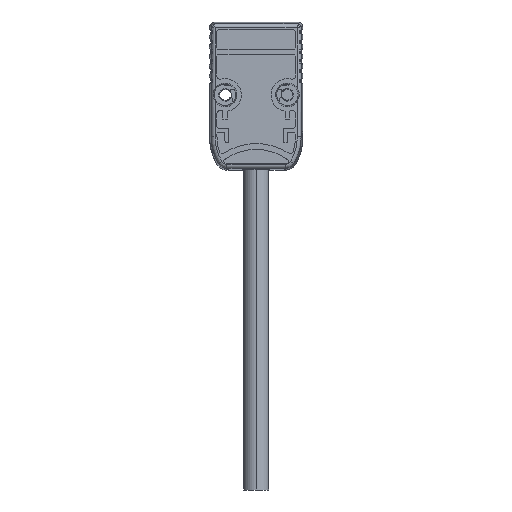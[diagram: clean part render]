
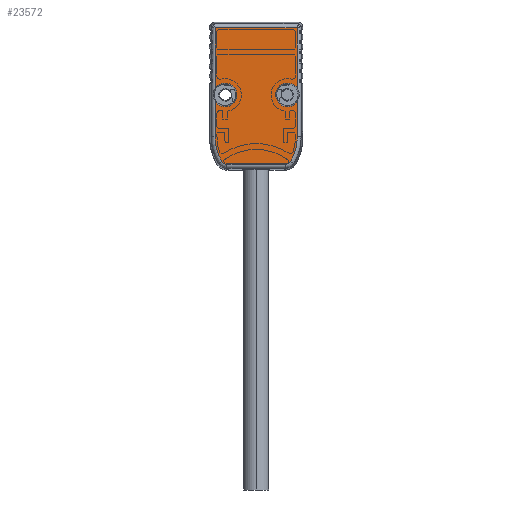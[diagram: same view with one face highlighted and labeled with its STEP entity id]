
A CAD part, left-side view. The second image highlights one B-rep face of the part: STEP entity #23572.
In plain terms, the highlighted planar face has unit normal (-1, 0, 0).
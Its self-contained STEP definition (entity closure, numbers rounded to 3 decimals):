
#3503=DIRECTION('',(0.,-1.,0.));
#3504=VECTOR('',#3503,15.);
#3505=CARTESIAN_POINT('',(-445.5,7.5,-21.541));
#3506=LINE('',#3505,#3504);
#5792=CARTESIAN_POINT('',(-445.5,-10.541,-5.364));
#5803=CARTESIAN_POINT('',(-445.5,-10.541,
-2.036));
#5831=CARTESIAN_POINT('',(-445.5,10.541,
-2.036));
#5832=CARTESIAN_POINT('',(-445.5,10.538,
-0.26));
#5833=CARTESIAN_POINT('',(-445.5,10.531,3.258));
#5834=CARTESIAN_POINT('',(-445.5,10.525,8.445));
#5835=CARTESIAN_POINT('',(-445.5,10.508,11.825));
#5836=CARTESIAN_POINT('',(-445.5,10.502,13.501));
#5841=DIRECTION('',(0.,-1.,0.));
#5842=VECTOR('',#5841,21.003);
#5843=CARTESIAN_POINT('',(-445.5,10.502,13.501));
#5844=LINE('',#5843,#5842);
#5848=CARTESIAN_POINT('',(-445.5,-10.502,
13.501));
#5849=CARTESIAN_POINT('',(-445.5,-10.508,
11.825));
#5850=CARTESIAN_POINT('',(-445.5,-10.525,
8.445));
#5851=CARTESIAN_POINT('',(-445.5,-10.531,
3.258));
#5852=CARTESIAN_POINT('',(-445.5,-10.538,
-0.26));
#5853=CARTESIAN_POINT('',(-445.5,-10.541,
-2.036));
#5858=CARTESIAN_POINT('',(-445.5,-8.,-3.7));
#5859=DIRECTION('',(-1.,0.,0.));
#5860=DIRECTION('',(0.,-0.837,0.548));
#5861=AXIS2_PLACEMENT_3D('',#5858,#5859,#5860);
#5866=CARTESIAN_POINT('',(-445.5,-8.,-3.7));
#5867=DIRECTION('',(-1.,0.,0.));
#5868=DIRECTION('',(0.,0.,1.));
#5869=AXIS2_PLACEMENT_3D('',#5866,#5867,#5868);
#5874=CARTESIAN_POINT('',(-445.5,-8.,-3.7));
#5875=DIRECTION('',(-1.,0.,0.));
#5876=DIRECTION('',(0.,0.,-1.));
#5877=AXIS2_PLACEMENT_3D('',#5874,#5875,#5876);
#5882=DIRECTION('',(0.,0.,-1.));
#5883=VECTOR('',#5882,9.09);
#5884=CARTESIAN_POINT('',(-445.5,-10.541,-5.364));
#5885=LINE('',#5884,#5883);
#5889=CARTESIAN_POINT('',(-445.5,2.,-14.455));
#5890=DIRECTION('',(1.,0.,0.));
#5891=DIRECTION('',(0.,-1.,0.));
#5892=AXIS2_PLACEMENT_3D('',#5889,#5890,#5891);
#5897=CARTESIAN_POINT('',(-445.5,-7.5,-20.));
#5898=DIRECTION('',(1.,0.,0.));
#5899=DIRECTION('',(0.,-0.864,-0.504));
#5900=AXIS2_PLACEMENT_3D('',#5897,#5898,#5899);
#5905=CARTESIAN_POINT('',(-445.5,7.5,-20.));
#5906=DIRECTION('',(1.,0.,0.));
#5907=DIRECTION('',(0.,0.,-1.));
#5908=AXIS2_PLACEMENT_3D('',#5905,#5906,#5907);
#5913=CARTESIAN_POINT('',(-445.5,-2.,-14.455));
#5914=DIRECTION('',(1.,0.,0.));
#5915=DIRECTION('',(0.,0.864,-0.504));
#5916=AXIS2_PLACEMENT_3D('',#5913,#5914,#5915);
#5921=DIRECTION('',(0.,0.,1.));
#5922=VECTOR('',#5921,9.09);
#5923=CARTESIAN_POINT('',(-445.5,10.541,-14.455));
#5924=LINE('',#5923,#5922);
#5928=CARTESIAN_POINT('',(-445.5,8.,-3.7));
#5929=DIRECTION('',(-1.,0.,0.));
#5930=DIRECTION('',(0.,0.837,-0.548));
#5931=AXIS2_PLACEMENT_3D('',#5928,#5929,#5930);
#5936=CARTESIAN_POINT('',(-445.5,8.,-3.7));
#5937=DIRECTION('',(-1.,0.,0.));
#5938=DIRECTION('',(0.,0.,-1.));
#5939=AXIS2_PLACEMENT_3D('',#5936,#5937,#5938);
#5944=CARTESIAN_POINT('',(-445.5,8.,-3.7));
#5945=DIRECTION('',(-1.,0.,0.));
#5946=DIRECTION('',(0.,0.,1.));
#5947=AXIS2_PLACEMENT_3D('',#5944,#5945,#5946);
#19556=CARTESIAN_POINT('',(-445.5,-7.5,-21.541));
#19557=VERTEX_POINT('',#19556);
#19558=CARTESIAN_POINT('',(-445.5,-8.831,-20.777));
#19559=VERTEX_POINT('',#19558);
#19562=CARTESIAN_POINT('',(-445.5,7.5,-21.541));
#19563=VERTEX_POINT('',#19562);
#19568=CARTESIAN_POINT('',(-445.5,8.831,-20.777));
#19569=VERTEX_POINT('',#19568);
#19572=CARTESIAN_POINT('',(-445.5,10.541,
-14.455));
#19573=VERTEX_POINT('',#19572);
#20060=VERTEX_POINT('',#5792);
#20061=VERTEX_POINT('',#5803);
#20062=CARTESIAN_POINT('',(-445.5,-8.,-6.738));
#20063=VERTEX_POINT('',#20062);
#20064=CARTESIAN_POINT('',(-445.5,-8.,-0.662));
#20065=VERTEX_POINT('',#20064);
#20066=VERTEX_POINT('',#5848);
#20070=CARTESIAN_POINT('',(-445.5,-10.541,
-14.455));
#20071=VERTEX_POINT('',#20070);
#20072=VERTEX_POINT('',#5831);
#20073=VERTEX_POINT('',#5836);
#20074=CARTESIAN_POINT('',(-445.5,10.541,-5.364));
#20075=VERTEX_POINT('',#20074);
#20076=CARTESIAN_POINT('',(-445.5,8.,-6.738));
#20077=VERTEX_POINT('',#20076);
#20078=CARTESIAN_POINT('',(-445.5,8.,-0.662));
#20079=VERTEX_POINT('',#20078);
#23541=CARTESIAN_POINT('',(-445.5,0.,0.));
#23542=DIRECTION('',(-1.,0.,0.));
#23543=DIRECTION('',(0.,0.,-1.));
#23544=AXIS2_PLACEMENT_3D('',#23541,#23542,#23543);
#23545=PLANE('',#23544);
#23547=ORIENTED_EDGE('',*,*,#23546,.T.);
#23549=ORIENTED_EDGE('',*,*,#23548,.T.);
#23550=ORIENTED_EDGE('',*,*,#23528,.T.);
#23551=ORIENTED_EDGE('',*,*,#23517,.T.);
#23553=ORIENTED_EDGE('',*,*,#23552,.T.);
#23554=ORIENTED_EDGE('',*,*,#23510,.T.);
#23555=ORIENTED_EDGE('',*,*,#23536,.T.);
#23557=ORIENTED_EDGE('',*,*,#23556,.T.);
#23558=ORIENTED_EDGE('',*,*,#22061,.T.);
#23559=ORIENTED_EDGE('',*,*,#22077,.F.);
#23560=ORIENTED_EDGE('',*,*,#22122,.T.);
#23561=ORIENTED_EDGE('',*,*,#22137,.T.);
#23563=ORIENTED_EDGE('',*,*,#23562,.T.);
#23565=ORIENTED_EDGE('',*,*,#23564,.T.);
#23567=ORIENTED_EDGE('',*,*,#23566,.T.);
#23569=ORIENTED_EDGE('',*,*,#23568,.T.);
#23570=EDGE_LOOP('',(#23547,#23549,#23550,#23551,#23553,#23554,#23555,#23557,
#23558,#23559,#23560,#23561,#23563,#23565,#23567,#23569));
#23571=FACE_OUTER_BOUND('',#23570,.F.);
#5837=B_SPLINE_CURVE_WITH_KNOTS('',3,(#5831,#5832,#5833,#5834,#5835,#5836),
.UNSPECIFIED.,.F.,.F.,(4,1,1,4),(0.,0.333,0.667,1.),
.UNSPECIFIED.);
#5854=B_SPLINE_CURVE_WITH_KNOTS('',3,(#5848,#5849,#5850,#5851,#5852,#5853),
.UNSPECIFIED.,.F.,.F.,(4,1,1,4),(0.,0.333,0.667,1.),
.UNSPECIFIED.);
#5862=CIRCLE('',#5861,3.038);
#5870=CIRCLE('',#5869,3.038);
#5878=CIRCLE('',#5877,3.038);
#5893=CIRCLE('',#5892,12.541);
#5901=CIRCLE('',#5900,1.541);
#5909=CIRCLE('',#5908,1.541);
#5917=CIRCLE('',#5916,12.541);
#5932=CIRCLE('',#5931,3.038);
#5940=CIRCLE('',#5939,3.038);
#5948=CIRCLE('',#5947,3.038);
#22061=EDGE_CURVE('',#19559,#19557,#5901,.T.);
#22077=EDGE_CURVE('',#19563,#19557,#3506,.T.);
#22122=EDGE_CURVE('',#19563,#19569,#5909,.T.);
#22137=EDGE_CURVE('',#19569,#19573,#5917,.T.);
#23510=EDGE_CURVE('',#20063,#20060,#5878,.T.);
#23517=EDGE_CURVE('',#20061,#20065,#5862,.T.);
#23528=EDGE_CURVE('',#20066,#20061,#5854,.T.);
#23536=EDGE_CURVE('',#20060,#20071,#5885,.T.);
#23546=EDGE_CURVE('',#20072,#20073,#5837,.T.);
#23548=EDGE_CURVE('',#20073,#20066,#5844,.T.);
#23552=EDGE_CURVE('',#20065,#20063,#5870,.T.);
#23556=EDGE_CURVE('',#20071,#19559,#5893,.T.);
#23562=EDGE_CURVE('',#19573,#20075,#5924,.T.);
#23564=EDGE_CURVE('',#20075,#20077,#5932,.T.);
#23566=EDGE_CURVE('',#20077,#20079,#5940,.T.);
#23568=EDGE_CURVE('',#20079,#20072,#5948,.T.);
#23572=ADVANCED_FACE('',(#23571),#23545,.T.);
